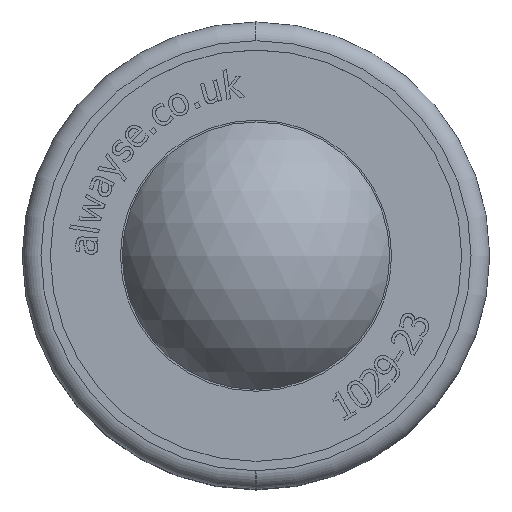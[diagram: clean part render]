
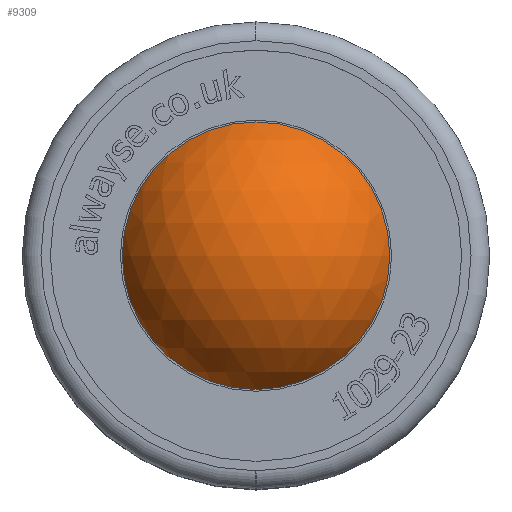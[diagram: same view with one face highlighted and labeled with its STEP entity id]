
A CAD part, top view. The second image highlights one B-rep face of the part: STEP entity #9309.
In plain terms, the highlighted spherical face has radius 15.87 mm.
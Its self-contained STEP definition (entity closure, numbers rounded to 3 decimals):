
#177=SPHERICAL_SURFACE('',#10326,15.87);
#1346=FACE_OUTER_BOUND('',#1672,.T.);
#1672=EDGE_LOOP('',(#7624));
#2040=CIRCLE('',#10327,14.306);
#4180=VERTEX_POINT('',#12086);
#5902=EDGE_CURVE('',#4180,#4180,#2040,.T.);
#7624=ORIENTED_EDGE('',*,*,#5902,.F.);
#9309=ADVANCED_FACE('',(#1346),#177,.F.);
#10326=AXIS2_PLACEMENT_3D('',#12085,#10607,#10608);
#10327=AXIS2_PLACEMENT_3D('',#12087,#10609,#10610);
#10607=DIRECTION('center_axis',(0.,0.,-1.));
#10608=DIRECTION('ref_axis',(1.,0.,0.));
#10609=DIRECTION('center_axis',(0.,1.,0.));
#10610=DIRECTION('ref_axis',(-1.,0.,0.));
#12085=CARTESIAN_POINT('Origin',(0.,69.13,0.));
#12086=CARTESIAN_POINT('',(14.306,76.,0.));
#12087=CARTESIAN_POINT('Origin',(0.,76.,0.));
